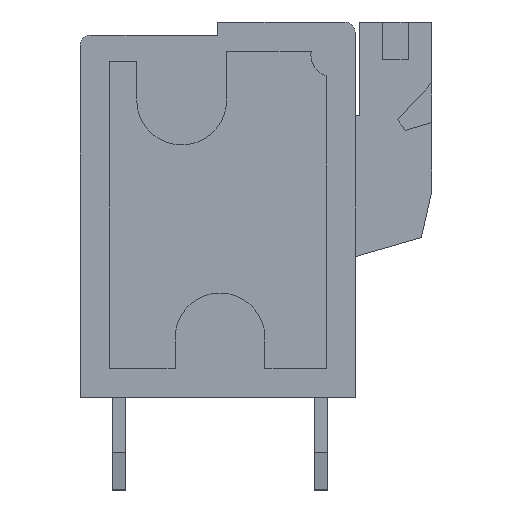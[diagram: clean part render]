
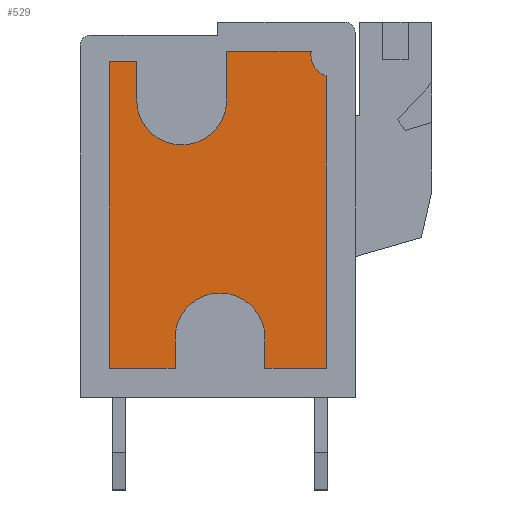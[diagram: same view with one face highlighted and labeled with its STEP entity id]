
A CAD part, left-side view. The second image highlights one B-rep face of the part: STEP entity #529.
In plain terms, the highlighted face is planar.
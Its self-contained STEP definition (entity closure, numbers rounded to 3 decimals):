
#529 = ADVANCED_FACE( '', ( #1072 ), #1073, .T. );
#1072 = FACE_OUTER_BOUND( '', #1699, .T. );
#1073 = PLANE( '', #1700 );
#1699 = EDGE_LOOP( '', ( #2747, #2748, #2749, #2750, #2751, #2752, #2753, #2754, #2755, #2756, #2757, #2758, #2759 ) );
#1700 = AXIS2_PLACEMENT_3D( '', #2760, #2761, #2762 );
#2747 = ORIENTED_EDGE( '', *, *, #4182, .F. );
#2748 = ORIENTED_EDGE( '', *, *, #4183, .F. );
#2749 = ORIENTED_EDGE( '', *, *, #4184, .F. );
#2750 = ORIENTED_EDGE( '', *, *, #4185, .F. );
#2751 = ORIENTED_EDGE( '', *, *, #4186, .F. );
#2752 = ORIENTED_EDGE( '', *, *, #3911, .F. );
#2753 = ORIENTED_EDGE( '', *, *, #4187, .F. );
#2754 = ORIENTED_EDGE( '', *, *, #4188, .F. );
#2755 = ORIENTED_EDGE( '', *, *, #4189, .F. );
#2756 = ORIENTED_EDGE( '', *, *, #4190, .F. );
#2757 = ORIENTED_EDGE( '', *, *, #4191, .F. );
#2758 = ORIENTED_EDGE( '', *, *, #4192, .F. );
#2759 = ORIENTED_EDGE( '', *, *, #4193, .F. );
#2760 = CARTESIAN_POINT( '', ( 0.54, -1.361, 4.15 ) );
#2761 = DIRECTION( '', ( 1., 0., 0. ) );
#2762 = DIRECTION( '', ( 0., 0., -1. ) );
#3911 = EDGE_CURVE( '', #4670, #4672, #4673, .T. );
#4182 = EDGE_CURVE( '', #5101, #5102, #5103, .T. );
#4183 = EDGE_CURVE( '', #5104, #5101, #5105, .T. );
#4184 = EDGE_CURVE( '', #5106, #5104, #5107, .T. );
#4185 = EDGE_CURVE( '', #5108, #5106, #5109, .T. );
#4186 = EDGE_CURVE( '', #4672, #5108, #5110, .T. );
#4187 = EDGE_CURVE( '', #5111, #4670, #5112, .T. );
#4188 = EDGE_CURVE( '', #5113, #5111, #5114, .T. );
#4189 = EDGE_CURVE( '', #5115, #5113, #5116, .T. );
#4190 = EDGE_CURVE( '', #5117, #5115, #5118, .T. );
#4191 = EDGE_CURVE( '', #5119, #5117, #5120, .T. );
#4192 = EDGE_CURVE( '', #5121, #5119, #5122, .T. );
#4193 = EDGE_CURVE( '', #5102, #5121, #5123, .T. );
#4670 = VERTEX_POINT( '', #5746 );
#4672 = VERTEX_POINT( '', #5749 );
#4673 = LINE( '', #5750, #5751 );
#5101 = VERTEX_POINT( '', #6368 );
#5102 = VERTEX_POINT( '', #6369 );
#5103 = LINE( '', #6370, #6371 );
#5104 = VERTEX_POINT( '', #6372 );
#5105 = LINE( '', #6373, #6374 );
#5106 = VERTEX_POINT( '', #6375 );
#5107 = LINE( '', #6376, #6377 );
#5108 = VERTEX_POINT( '', #6378 );
#5109 = CIRCLE( '', #6379, 1.7 );
#5110 = LINE( '', #6380, #6381 );
#5111 = VERTEX_POINT( '', #6382 );
#5112 = LINE( '', #6383, #6384 );
#5113 = VERTEX_POINT( '', #6385 );
#5114 = CIRCLE( '', #6386, 0.825 );
#5115 = VERTEX_POINT( '', #6387 );
#5116 = LINE( '', #6388, #6389 );
#5117 = VERTEX_POINT( '', #6390 );
#5118 = LINE( '', #6391, #6392 );
#5119 = VERTEX_POINT( '', #6393 );
#5120 = CIRCLE( '', #6394, 1.7 );
#5121 = VERTEX_POINT( '', #6395 );
#5122 = LINE( '', #6396, #6397 );
#5123 = LINE( '', #6398, #6399 );
#5746 = CARTESIAN_POINT( '', ( 0.54, 4.1, -6. ) );
#5749 = CARTESIAN_POINT( '', ( 0.54, 1.79, -6. ) );
#5750 = CARTESIAN_POINT( '', ( 0.54, 4.1, -6. ) );
#5751 = VECTOR( '', #7026, 1000. );
#6368 = CARTESIAN_POINT( '', ( 0.54, -4.1, -6. ) );
#6369 = CARTESIAN_POINT( '', ( 0.54, -4.1, 5.6 ) );
#6370 = CARTESIAN_POINT( '', ( 0.54, -4.1, -6. ) );
#6371 = VECTOR( '', #7294, 1000. );
#6372 = CARTESIAN_POINT( '', ( 0.54, -1.61, -6. ) );
#6373 = CARTESIAN_POINT( '', ( 0.54, -1.61, -6. ) );
#6374 = VECTOR( '', #7295, 1000. );
#6375 = CARTESIAN_POINT( '', ( 0.54, -1.61, -4.85 ) );
#6376 = CARTESIAN_POINT( '', ( 0.54, -1.61, -4.85 ) );
#6377 = VECTOR( '', #7296, 1000. );
#6378 = CARTESIAN_POINT( '', ( 0.54, 1.79, -4.85 ) );
#6379 = AXIS2_PLACEMENT_3D( '', #7297, #7298, #7299 );
#6380 = CARTESIAN_POINT( '', ( 0.54, 1.79, -6. ) );
#6381 = VECTOR( '', #7300, 1000. );
#6382 = CARTESIAN_POINT( '', ( 0.54, 4.1, 5.064 ) );
#6383 = CARTESIAN_POINT( '', ( 0.54, 4.1, 5.064 ) );
#6384 = VECTOR( '', #7301, 1000. );
#6385 = CARTESIAN_POINT( '', ( 0.54, 3.539, 6. ) );
#6386 = AXIS2_PLACEMENT_3D( '', #7302, #7303, #7304 );
#6387 = CARTESIAN_POINT( '', ( 0.54, 0.339, 6. ) );
#6388 = CARTESIAN_POINT( '', ( 0.54, 0.339, 6. ) );
#6389 = VECTOR( '', #7305, 1000. );
#6390 = CARTESIAN_POINT( '', ( 0.54, 0.339, 4.15 ) );
#6391 = CARTESIAN_POINT( '', ( 0.54, 0.339, 4.15 ) );
#6392 = VECTOR( '', #7306, 1000. );
#6393 = CARTESIAN_POINT( '', ( 0.54, -3.061, 4.15 ) );
#6394 = AXIS2_PLACEMENT_3D( '', #7307, #7308, #7309 );
#6395 = CARTESIAN_POINT( '', ( 0.54, -3.061, 5.6 ) );
#6396 = CARTESIAN_POINT( '', ( 0.54, -3.061, 5.6 ) );
#6397 = VECTOR( '', #7310, 1000. );
#6398 = CARTESIAN_POINT( '', ( 0.54, -4.1, 5.6 ) );
#6399 = VECTOR( '', #7311, 1000. );
#7026 = DIRECTION( '', ( 0., -1., 0. ) );
#7294 = DIRECTION( '', ( 0., 0., 1. ) );
#7295 = DIRECTION( '', ( 0., -1., 0. ) );
#7296 = DIRECTION( '', ( 0., 0., -1. ) );
#7297 = CARTESIAN_POINT( '', ( 0.54, 0.09, -4.85 ) );
#7298 = DIRECTION( '', ( 1., 0., 0. ) );
#7299 = DIRECTION( '', ( 0., 1., 0. ) );
#7300 = DIRECTION( '', ( 0., 0., 1. ) );
#7301 = DIRECTION( '', ( 0., 0., -1. ) );
#7302 = CARTESIAN_POINT( '', ( 0.54, 4.35, 5.85 ) );
#7303 = DIRECTION( '', ( 1., 0., 0. ) );
#7304 = DIRECTION( '', ( 0., 1., 0. ) );
#7305 = DIRECTION( '', ( 0., 1., 0. ) );
#7306 = DIRECTION( '', ( 0., 0., 1. ) );
#7307 = CARTESIAN_POINT( '', ( 0.54, -1.361, 4.15 ) );
#7308 = DIRECTION( '', ( 1., 0., 0. ) );
#7309 = DIRECTION( '', ( 0., -1., 0. ) );
#7310 = DIRECTION( '', ( 0., 0., -1. ) );
#7311 = DIRECTION( '', ( 0., 1., 0. ) );
